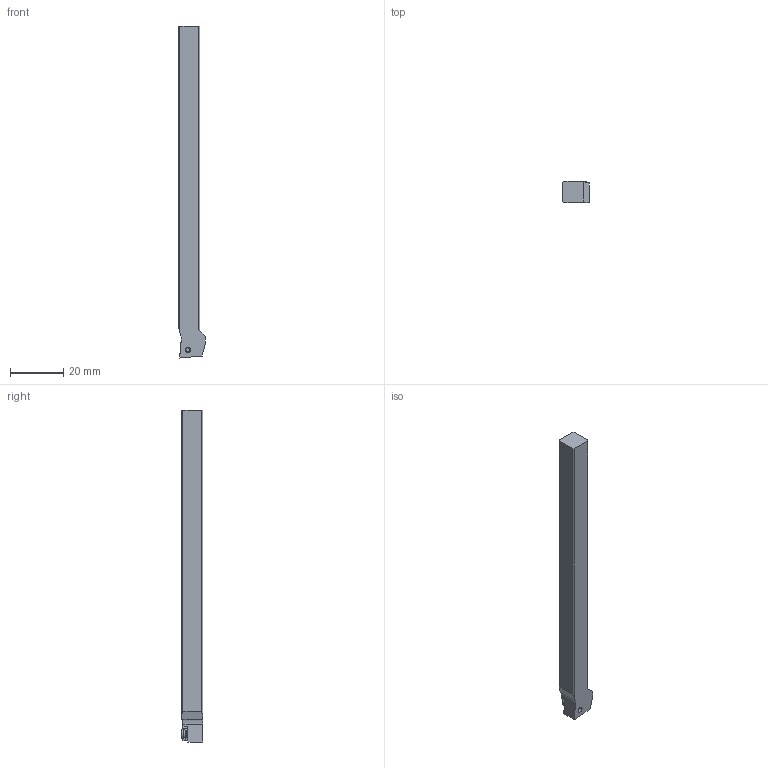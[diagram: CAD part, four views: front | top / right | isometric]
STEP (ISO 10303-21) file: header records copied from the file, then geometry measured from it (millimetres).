
FILE_DESCRIPTION(/* description */ (''),/* implementation_level */ '2;1');
FILE_NAME(/* name */ 'SCLCR0808K06-SM.stp',/* time_stamp */ '2021-11-11T11:50:44+09:00',/* author */ (''),/* organization */ (''),/* preprocessor_version */ 'ST-DEVELOPER v16',/* originating_system */ 'SIEMENS PLM Software NX 10.0',/* authorisation */ '');
FILE_SCHEMA (('AUTOMOTIVE_DESIGN { 1 0 10303 214 3 1 1 1 }'));
Length unit declared in the file: millimetre
Products named in the file (1): SCLCR0808K06-SM_ASM
Bounding box: 10.1 x 8.14 x 124.59 mm (x, y, z)
Volume: 7858.7 mm3; surface area: 4096.5 mm2
Topology: 2 solids, 2 shells, 60 faces, 169 edges, 115 vertices
Faces by surface type: plane 26, cylinder 22, cone 8, torus 2, bspline 2
Entity records: 2360 total; most frequent: CARTESIAN_POINT 688, ORIENTED_EDGE 334, DIRECTION 334, EDGE_CURVE 167, AXIS2_PLACEMENT_3D 119, VERTEX_POINT 112, LINE 96, VECTOR 96
